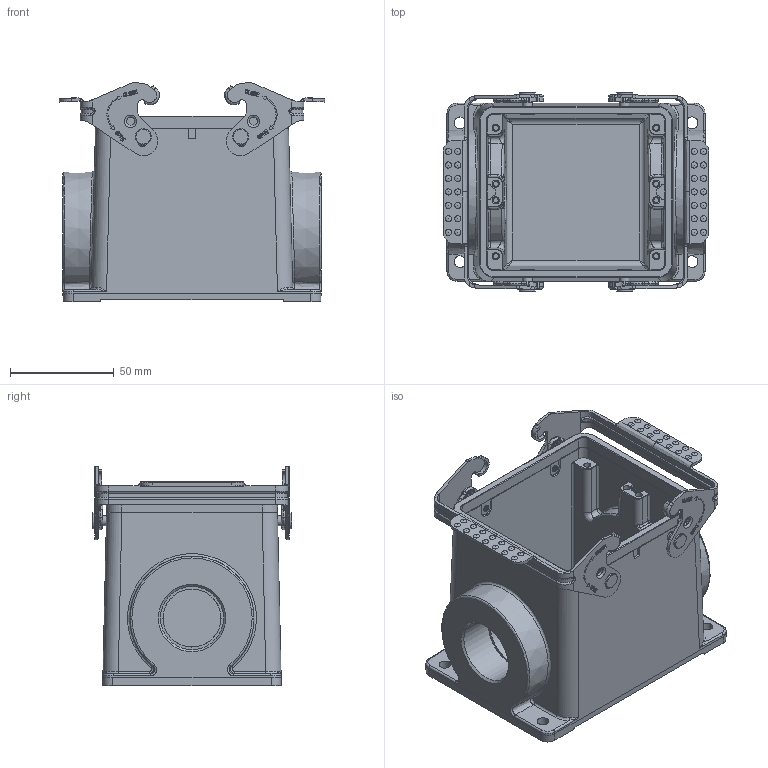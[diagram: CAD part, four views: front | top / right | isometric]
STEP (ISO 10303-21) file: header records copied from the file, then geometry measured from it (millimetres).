
FILE_DESCRIPTION(/* description */ (''),/* implementation_level */ '2;1');
FILE_NAME(/* name */ 'H32B-SF-2L-XXX.stp',/* time_stamp */ '2022-09-04T10:21:53+08:00',/* author */ (''),/* organization */ (''),/* preprocessor_version */ 'ST-DEVELOPER v16',/* originating_system */ 'SIEMENS PLM Software NX 10.0',/* authorisation */ '');
FILE_SCHEMA (('AUTOMOTIVE_DESIGN { 1 0 10303 214 3 1 1 1 }'));
Products named in the file (1): Admi14A87516cpra
Bounding box: 128.17 x 96.28 x 106.03 mm (x, y, z)
Volume: 318806.9 mm3; surface area: 101359.8 mm2
Topology: 1 solids, 5 shells, 1631 faces, 4132 edges, 2618 vertices
Faces by surface type: plane 636, cylinder 540, torus 194, bspline 189, extrusion 56, cone 12, sphere 4
Full cylindrical faces by diameter (mm): 2 x32, 2.5 x8, 3 x4, 3.5 x12, 4 x4, 4.8 x4, 5 x4, 5.7 x4, 7 x4, 7.7 x4, 27 x1, 28 x1, 29 x1, 30.5 x1
Entity records: 60056 total; most frequent: CARTESIAN_POINT 23166, ORIENTED_EDGE 7712, DIRECTION 7237, EDGE_CURVE 3856, AXIS2_PLACEMENT_3D 2643, VERTEX_POINT 2530, VECTOR 1951, EDGE_LOOP 1936
